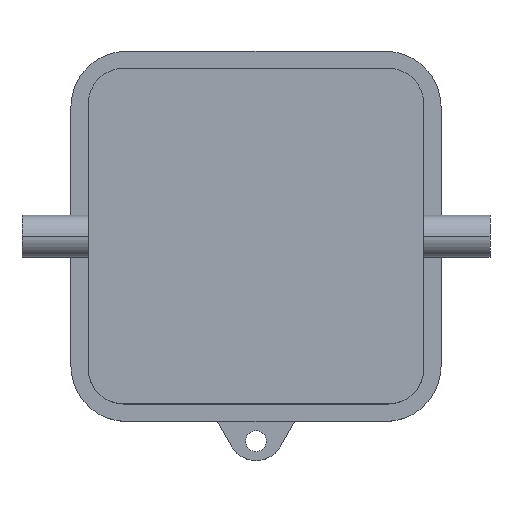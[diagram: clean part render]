
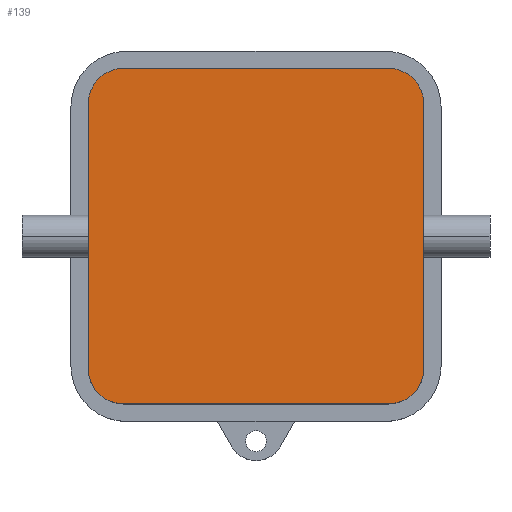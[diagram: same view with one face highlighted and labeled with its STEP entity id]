
A CAD part, top view. The second image highlights one B-rep face of the part: STEP entity #139.
In plain terms, the highlighted planar face has unit normal (0, 0, 1).
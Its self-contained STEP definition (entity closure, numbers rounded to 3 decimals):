
#110=PLANE('',#989);
#139=ADVANCED_FACE('',(#211),#110,.T.);
#211=FACE_OUTER_BOUND('',#254,.T.);
#254=EDGE_LOOP('',(#365,#366,#367,#368,#369,#370,#371,#372));
#313=CIRCLE('',#985,2.5);
#314=CIRCLE('',#986,2.5);
#315=CIRCLE('',#987,2.5);
#316=CIRCLE('',#988,2.5);
#365=ORIENTED_EDGE('',*,*,#701,.F.);
#366=ORIENTED_EDGE('',*,*,#702,.F.);
#367=ORIENTED_EDGE('',*,*,#703,.F.);
#368=ORIENTED_EDGE('',*,*,#704,.F.);
#369=ORIENTED_EDGE('',*,*,#705,.F.);
#370=ORIENTED_EDGE('',*,*,#706,.F.);
#371=ORIENTED_EDGE('',*,*,#707,.F.);
#372=ORIENTED_EDGE('',*,*,#708,.F.);
#617=VERTEX_POINT('',#1372);
#618=VERTEX_POINT('',#1373);
#619=VERTEX_POINT('',#1375);
#620=VERTEX_POINT('',#1377);
#621=VERTEX_POINT('',#1379);
#622=VERTEX_POINT('',#1381);
#623=VERTEX_POINT('',#1383);
#624=VERTEX_POINT('',#1385);
#701=EDGE_CURVE('',#617,#618,#313,.T.);
#702=EDGE_CURVE('',#619,#617,#821,.T.);
#703=EDGE_CURVE('',#620,#619,#314,.T.);
#704=EDGE_CURVE('',#621,#620,#822,.T.);
#705=EDGE_CURVE('',#622,#621,#315,.T.);
#706=EDGE_CURVE('',#623,#622,#823,.T.);
#707=EDGE_CURVE('',#624,#623,#316,.T.);
#708=EDGE_CURVE('',#618,#624,#824,.T.);
#821=LINE('',#1374,#901);
#822=LINE('',#1378,#902);
#823=LINE('',#1382,#903);
#824=LINE('',#1386,#904);
#901=VECTOR('',#1099,1.);
#902=VECTOR('',#1102,1.);
#903=VECTOR('',#1105,1.);
#904=VECTOR('',#1108,1.);
#985=AXIS2_PLACEMENT_3D('',#1371,#1097,#1098);
#986=AXIS2_PLACEMENT_3D('',#1376,#1100,#1101);
#987=AXIS2_PLACEMENT_3D('',#1380,#1103,#1104);
#988=AXIS2_PLACEMENT_3D('',#1384,#1106,#1107);
#989=AXIS2_PLACEMENT_3D('',#1387,#1109,#1110);
#1097=DIRECTION('',(0.,0.,-1.));
#1098=DIRECTION('',(0.,1.,0.));
#1099=DIRECTION('',(0.,1.,0.));
#1100=DIRECTION('',(0.,0.,-1.));
#1101=DIRECTION('',(-1.,0.,0.));
#1102=DIRECTION('',(-1.,0.,0.));
#1103=DIRECTION('',(0.,0.,-1.));
#1104=DIRECTION('',(0.,-1.,0.));
#1105=DIRECTION('',(0.,-1.,0.));
#1106=DIRECTION('',(0.,0.,-1.));
#1107=DIRECTION('',(1.,0.,0.));
#1108=DIRECTION('',(1.,0.,0.));
#1109=DIRECTION('',(0.,0.,1.));
#1110=DIRECTION('',(0.,1.,0.));
#1371=CARTESIAN_POINT('',(-9.5,9.5,16.5));
#1372=CARTESIAN_POINT('',(-12.,9.5,16.5));
#1373=CARTESIAN_POINT('',(-9.5,12.,16.5));
#1374=CARTESIAN_POINT('',(-12.,9.5,16.5));
#1375=CARTESIAN_POINT('',(-12.,-9.5,16.5));
#1376=CARTESIAN_POINT('',(-9.5,-9.5,16.5));
#1377=CARTESIAN_POINT('',(-9.5,-12.,16.5));
#1378=CARTESIAN_POINT('',(-9.5,-12.,16.5));
#1379=CARTESIAN_POINT('',(9.5,-12.,16.5));
#1380=CARTESIAN_POINT('',(9.5,-9.5,16.5));
#1381=CARTESIAN_POINT('',(12.,-9.5,16.5));
#1382=CARTESIAN_POINT('',(12.,-9.5,16.5));
#1383=CARTESIAN_POINT('',(12.,9.5,16.5));
#1384=CARTESIAN_POINT('',(9.5,9.5,16.5));
#1385=CARTESIAN_POINT('',(9.5,12.,16.5));
#1386=CARTESIAN_POINT('',(9.5,12.,16.5));
#1387=CARTESIAN_POINT('',(0.,0.,16.5));
